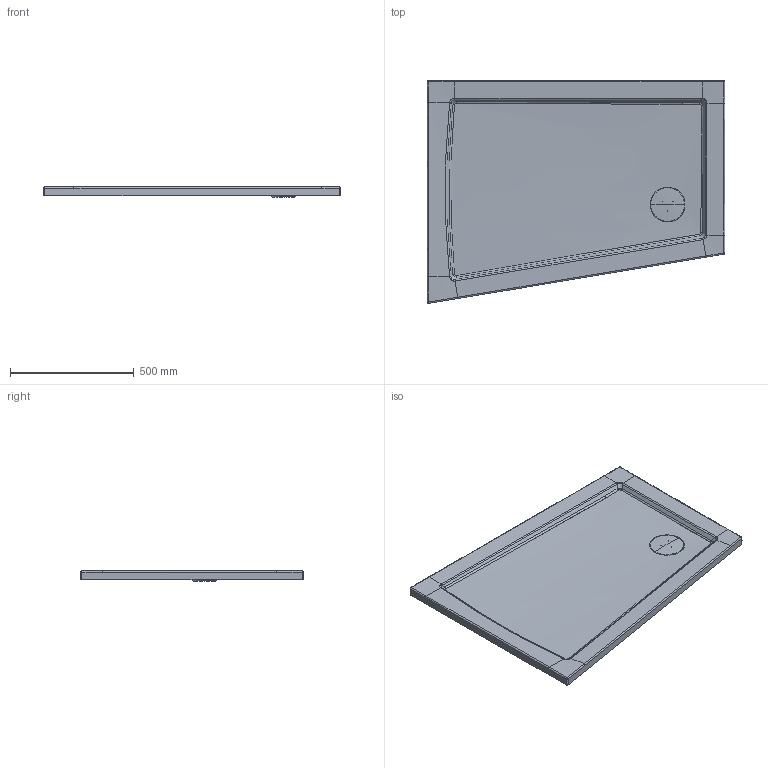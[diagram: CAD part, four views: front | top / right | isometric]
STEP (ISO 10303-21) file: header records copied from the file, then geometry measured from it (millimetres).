
FILE_DESCRIPTION(/* description */ (''),/* implementation_level */ '2;1');
FILE_NAME(/* name */ 'GALICI~1',/* time_stamp */ '2015-04-02T17:54:10+02:00',/* author */ (''),/* organization */ (''),/* preprocessor_version */ 'ST-DEVELOPER v15',/* originating_system */ '',/* authorisation */ '');
FILE_SCHEMA (('AUTOMOTIVE_DESIGN_CC2'));
Length unit declared in the file: millimetre
Products named in the file (1): Document
Bounding box: 1200 x 899.1 x 40.99 mm (x, y, z)
Volume: 43876.6 mm3; surface area: 1143133 mm2
Topology: 1 solids, 2 shells, 83 faces, 198 edges, 113 vertices
Faces by surface type: bspline 79, plane 4
Entity records: 18074 total; most frequent: CARTESIAN_POINT 16843, ORIENTED_EDGE 376, EDGE_CURVE 193, B_SPLINE_CURVE_WITH_KNOTS 161, VERTEX_POINT 113, EDGE_LOOP 90, ADVANCED_FACE 83, FACE_OUTER_BOUND 83
